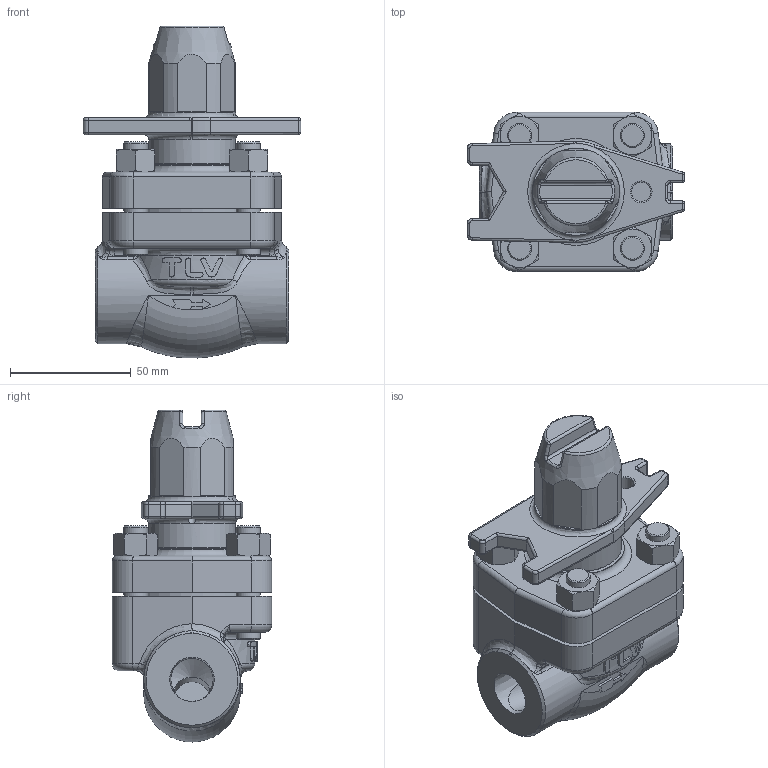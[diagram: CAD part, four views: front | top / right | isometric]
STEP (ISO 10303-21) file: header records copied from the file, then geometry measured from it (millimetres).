
FILE_DESCRIPTION(/* description */ (''),/* implementation_level */ '2;1');
FILE_NAME(/* name */ 'bd800-015-screw-00.stp',/* time_stamp */ '2018-11-01T16:28:59+09:00',/* author */ ('nakaot'),/* organization */ (''),/* preprocessor_version */ 'ST-DEVELOPER v15.6',/* originating_system */ 'Autodesk Inventor 2015',/* authorisation */ '');
FILE_SCHEMA (('CONFIG_CONTROL_DESIGN'));
Length unit declared in the file: centimetre
Products named in the file (1): bd800-015-screw-00
Bounding box: 90 x 66 x 137.44 mm (x, y, z)
Volume: 312221.4 mm3; surface area: 57960.8 mm2
Topology: 1 solids, 3 shells, 456 faces, 1074 edges, 633 vertices
Faces by surface type: plane 165, cylinder 121, cone 67, bspline 57, torus 30, sphere 16
Full cylindrical faces by diameter (mm): 3 x1, 8 x1, 8.376 x2, 10 x10, 11 x4, 12 x1, 13 x1, 15 x1, 18 x1, 18.376 x1, 24.5 x1, 25.5 x1, 27 x1, 36 x2, 54 x1
Entity records: 14799 total; most frequent: CARTESIAN_POINT 5035, DIRECTION 2006, ORIENTED_EDGE 1992, EDGE_CURVE 996, AXIS2_PLACEMENT_3D 845, VERTEX_POINT 614, EDGE_LOOP 534, FACE_OUTER_BOUND 456
